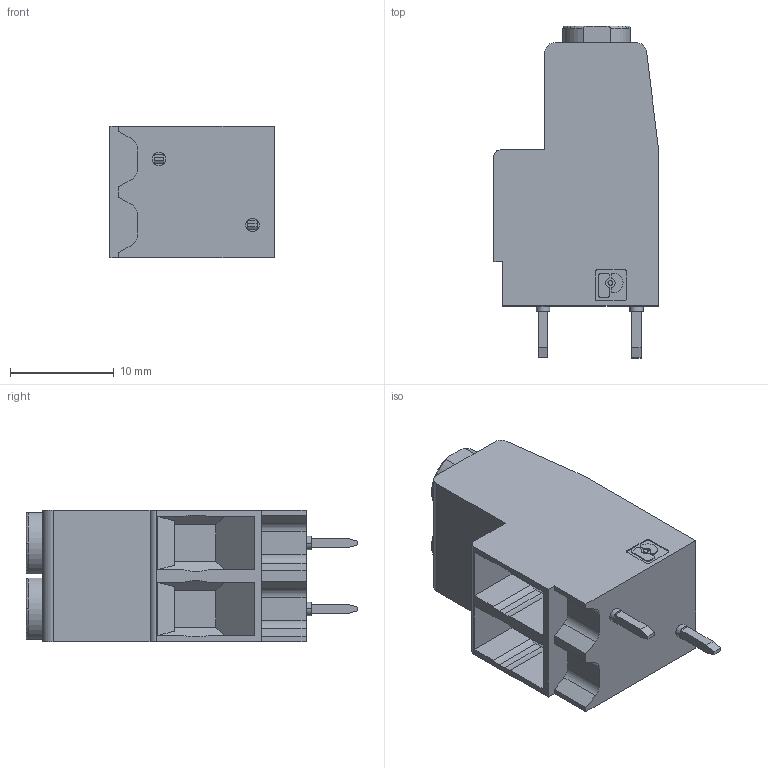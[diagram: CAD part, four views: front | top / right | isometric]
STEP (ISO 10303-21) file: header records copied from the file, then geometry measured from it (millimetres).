
FILE_DESCRIPTION(('SolidDesigner STEP Export'),'2;1');
FILE_NAME('mkds_5n_hv-2-zb-6.35.stp','2012-02-29T14:44:28',(''),(''),'CoCreate Modeling STEP processor for AP214 (Solid Model)','CoCreate Modeling 16.00A 16-Aug-2008 (C) Parametric Technology GmbH','');
FILE_SCHEMA(('AUTOMOTIVE_DESIGN { 1 0 10303 214 1 1 1 1 }'));
Length unit declared in the file: millimetre
Products named in the file (2): mkds_5n_hv-2-zb-6.35
Assembly tree (1 placements, depth 2):
  mkds_5n_hv-2-zb-6.35
    mkds_5n_hv-2-zb-6.35
Bounding box: 15.85 x 32 x 12.7 mm (x, y, z)
Volume: 3644.8 mm3; surface area: 2377.4 mm2
Topology: 1 solids, 1 shells, 171 faces, 455 edges, 302 vertices
Faces by surface type: plane 110, cylinder 53, torus 8
Entity records: 7051 total; most frequent: CARTESIAN_POINT 1437, ORIENTED_EDGE 910, DIRECTION 833, EDGE_CURVE 455, VECTOR 317, LINE 317, VERTEX_POINT 302, AXIS2_PLACEMENT_3D 258
